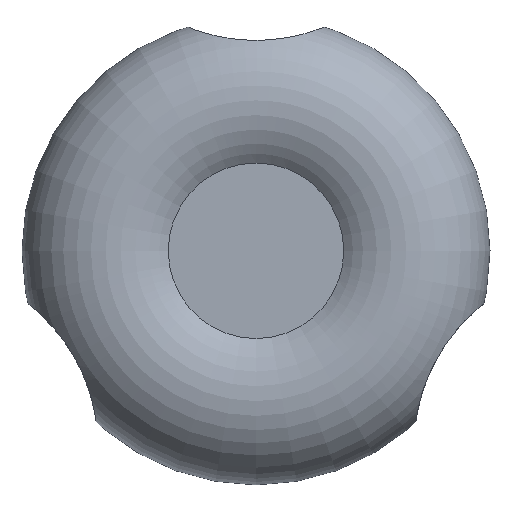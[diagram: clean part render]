
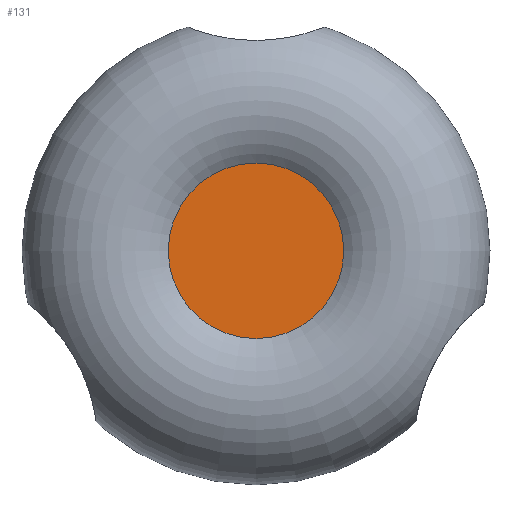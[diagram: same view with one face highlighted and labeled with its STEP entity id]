
A CAD part, top view. The second image highlights one B-rep face of the part: STEP entity #131.
In plain terms, the highlighted planar face has unit normal (0, 0, 1).
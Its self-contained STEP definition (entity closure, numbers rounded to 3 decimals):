
#131 = ADVANCED_FACE( '', ( #292 ), #293, .F. );
#292 = FACE_OUTER_BOUND( '', #482, .T. );
#293 = PLANE( '', #483 );
#482 = EDGE_LOOP( '', ( #802 ) );
#483 = AXIS2_PLACEMENT_3D( '', #803, #804, #805 );
#802 = ORIENTED_EDGE( '', *, *, #1199, .T. );
#803 = CARTESIAN_POINT( '', ( 0., 7.5, 26.088 ) );
#804 = DIRECTION( '', ( 0., 0., -1. ) );
#805 = DIRECTION( '', ( -1., 0., 0. ) );
#1199 = EDGE_CURVE( '', #1463, #1463, #1464, .T. );
#1463 = VERTEX_POINT( '', #2075 );
#1464 = CIRCLE( '', #2076, 7.5 );
#2075 = CARTESIAN_POINT( '', ( 7.5, 0., 26.088 ) );
#2076 = AXIS2_PLACEMENT_3D( '', #2602, #2603, #2604 );
#2602 = CARTESIAN_POINT( '', ( 0., 0., 26.088 ) );
#2603 = DIRECTION( '', ( 0., 0., 1. ) );
#2604 = DIRECTION( '', ( 1., 0., 0. ) );
